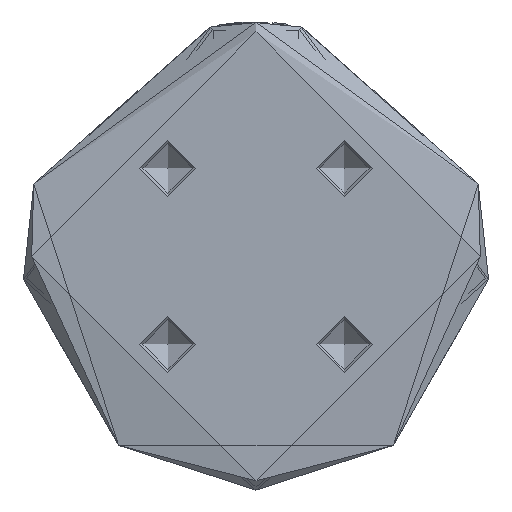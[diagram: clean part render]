
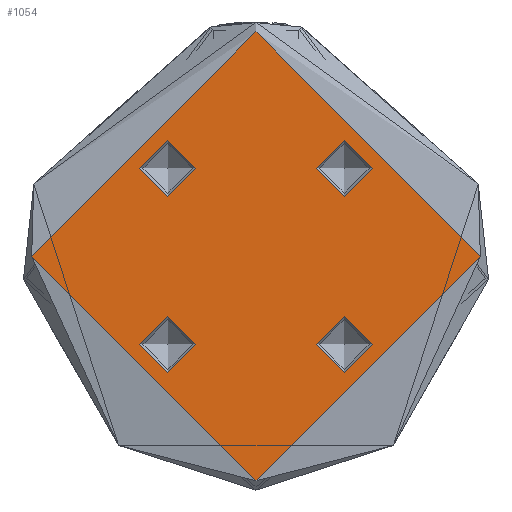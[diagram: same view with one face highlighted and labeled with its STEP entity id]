
A CAD part, front view. The second image highlights one B-rep face of the part: STEP entity #1054.
In plain terms, the highlighted face is planar.
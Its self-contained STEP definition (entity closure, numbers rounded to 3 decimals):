
#1 = CARTESIAN_POINT ( 'NONE',  ( -14.142, -14.142, 0. ) ) ;
#62 = CARTESIAN_POINT ( 'NONE',  ( 14.142, 14.142, 0. ) ) ;
#85 = CARTESIAN_POINT ( 'NONE',  ( -18.642, -14.142, 0. ) ) ;
#237 = CIRCLE ( 'NONE', #4788, 36. ) ;
#249 = EDGE_CURVE ( 'NONE', #1637, #1637, #5158, .T. ) ;
#447 = DIRECTION ( 'NONE',  ( -1., 0., 0. ) ) ;
#457 = EDGE_LOOP ( 'NONE', ( #515 ) ) ;
#499 = DIRECTION ( 'NONE',  ( 1., 0., 0. ) ) ;
#515 = ORIENTED_EDGE ( 'NONE', *, *, #249, .F. ) ;
#564 = CARTESIAN_POINT ( 'NONE',  ( -18.642, 14.142, 0. ) ) ;
#622 = DIRECTION ( 'NONE',  ( -1., 0., 0. ) ) ;
#691 = CARTESIAN_POINT ( 'NONE',  ( -14.142, 14.142, 0. ) ) ;
#817 = EDGE_CURVE ( 'NONE', #4375, #4375, #237, .T. ) ;
#986 = VERTEX_POINT ( 'NONE', #564 ) ;
#992 = FACE_OUTER_BOUND ( 'NONE', #2230, .T. ) ;
#1054 = ADVANCED_FACE ( 'NONE', ( #2146, #2163, #2173, #2089, #992 ), #5571, .F. ) ;
#1093 = ORIENTED_EDGE ( 'NONE', *, *, #817, .T. ) ;
#1156 = DIRECTION ( 'NONE',  ( -1., 0., 0. ) ) ;
#1346 = VERTEX_POINT ( 'NONE', #2850 ) ;
#1373 = AXIS2_PLACEMENT_3D ( 'NONE', #5070, #2398, #5517 ) ;
#1589 = CIRCLE ( 'NONE', #2432, 4.5 ) ;
#1637 = VERTEX_POINT ( 'NONE', #85 ) ;
#1866 = ORIENTED_EDGE ( 'NONE', *, *, #2861, .F. ) ;
#1896 = CARTESIAN_POINT ( 'NONE',  ( 36., 0., 0. ) ) ;
#2089 = FACE_BOUND ( 'NONE', #3342, .T. ) ;
#2146 = FACE_BOUND ( 'NONE', #457, .T. ) ;
#2163 = FACE_BOUND ( 'NONE', #2236, .T. ) ;
#2173 = FACE_BOUND ( 'NONE', #4977, .T. ) ;
#2230 = EDGE_LOOP ( 'NONE', ( #1093 ) ) ;
#2236 = EDGE_LOOP ( 'NONE', ( #4725 ) ) ;
#2271 = DIRECTION ( 'NONE',  ( 0., 0., 1. ) ) ;
#2294 = CIRCLE ( 'NONE', #1373, 4.5 ) ;
#2398 = DIRECTION ( 'NONE',  ( 0., 0., -1. ) ) ;
#2432 = AXIS2_PLACEMENT_3D ( 'NONE', #62, #3217, #499 ) ;
#2503 = ORIENTED_EDGE ( 'NONE', *, *, #4790, .T. ) ;
#2850 = CARTESIAN_POINT ( 'NONE',  ( 18.642, -14.142, 0. ) ) ;
#2861 = EDGE_CURVE ( 'NONE', #4672, #4672, #1589, .T. ) ;
#3159 = DIRECTION ( 'NONE',  ( 0., 0., 1. ) ) ;
#3217 = DIRECTION ( 'NONE',  ( 0., 0., 1. ) ) ;
#3339 = DIRECTION ( 'NONE',  ( 0., 0., -1. ) ) ;
#3342 = EDGE_LOOP ( 'NONE', ( #1866 ) ) ;
#3463 = AXIS2_PLACEMENT_3D ( 'NONE', #3738, #3339, #622 ) ;
#3464 = EDGE_CURVE ( 'NONE', #986, #986, #5248, .T. ) ;
#3693 = AXIS2_PLACEMENT_3D ( 'NONE', #1, #3159, #447 ) ;
#3738 = CARTESIAN_POINT ( 'NONE',  ( 0., 0., 0. ) ) ;
#3863 = DIRECTION ( 'NONE',  ( 0., 0., -1. ) ) ;
#4375 = VERTEX_POINT ( 'NONE', #1896 ) ;
#4621 = CARTESIAN_POINT ( 'NONE',  ( 18.642, 14.142, 0. ) ) ;
#4672 = VERTEX_POINT ( 'NONE', #4621 ) ;
#4725 = ORIENTED_EDGE ( 'NONE', *, *, #3464, .T. ) ;
#4788 = AXIS2_PLACEMENT_3D ( 'NONE', #4950, #2271, #5389 ) ;
#4790 = EDGE_CURVE ( 'NONE', #1346, #1346, #2294, .T. ) ;
#4950 = CARTESIAN_POINT ( 'NONE',  ( 0., 0., 0. ) ) ;
#4977 = EDGE_LOOP ( 'NONE', ( #2503 ) ) ;
#5070 = CARTESIAN_POINT ( 'NONE',  ( 14.142, -14.142, 0. ) ) ;
#5158 = CIRCLE ( 'NONE', #3693, 4.5 ) ;
#5248 = CIRCLE ( 'NONE', #5503, 4.5 ) ;
#5389 = DIRECTION ( 'NONE',  ( 1., 0., 0. ) ) ;
#5503 = AXIS2_PLACEMENT_3D ( 'NONE', #691, #3863, #1156 ) ;
#5517 = DIRECTION ( 'NONE',  ( 1., 0., 0. ) ) ;
#5571 = PLANE ( 'NONE',  #3463 ) ;
